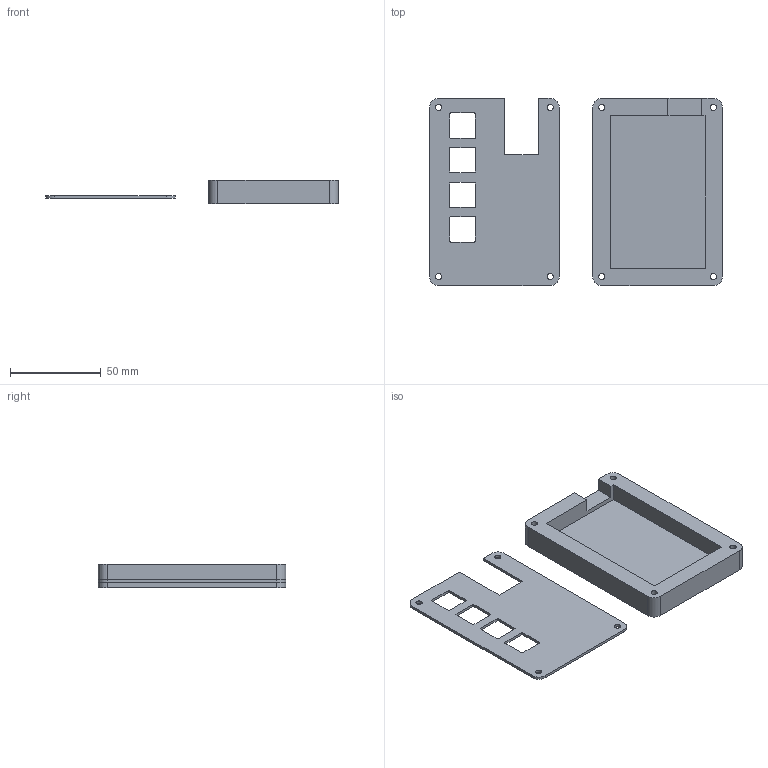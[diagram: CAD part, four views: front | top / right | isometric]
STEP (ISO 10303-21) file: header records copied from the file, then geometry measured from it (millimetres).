
FILE_DESCRIPTION(/* description */ (''),/* implementation_level */ '2;1');
FILE_NAME(/* name */ 'assembly3.step',/* time_stamp */ '2026-01-19T18:40:53+02:00',/* author */ (''),/* organization */ (''),/* preprocessor_version */ 'ST-DEVELOPER v20.1',/* originating_system */ 'Autodesk Translation Framework v14.17.0.0',/* authorisation */ '');
FILE_SCHEMA (('AUTOMOTIVE_DESIGN { 1 0 10303 214 3 1 1 }'));
Length unit declared in the file: millimetre
Products named in the file (3): 2026-01-18-16-50-00-117; 2026-01-19-17-33-21-058; 2026-01-19-17-22-57-561
Assembly tree (2 placements, depth 2):
  2026-01-18-16-50-00-117
    2026-01-19-17-33-21-058
    2026-01-19-17-22-57-561
Bounding box: 161.53 x 103.31 x 13 mm (x, y, z)
Volume: 58393.9 mm3; surface area: 35347.7 mm2
Topology: 2 solids, 2 shells, 344 faces, 948 edges, 632 vertices
Faces by surface type: plane 173, bspline 135, cylinder 36
Full cylindrical faces by diameter (mm): 3.4 x8, 6 x4
Entity records: 12267 total; most frequent: CARTESIAN_POINT 4224, ORIENTED_EDGE 1896, DIRECTION 1178, EDGE_CURVE 948, VERTEX_POINT 632, LINE 606, VECTOR 606, EDGE_LOOP 392
